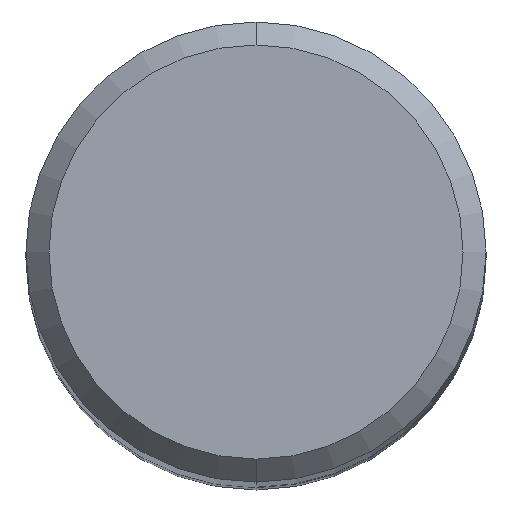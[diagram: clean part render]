
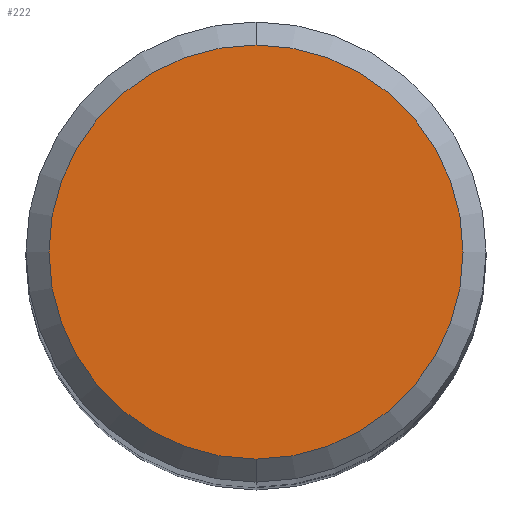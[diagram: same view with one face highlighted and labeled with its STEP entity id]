
A CAD part, top view. The second image highlights one B-rep face of the part: STEP entity #222.
In plain terms, the highlighted planar face has unit normal (0, 0, 1).
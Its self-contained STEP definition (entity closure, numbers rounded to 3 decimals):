
#176=VERTEX_POINT('',#469);
#222=ADVANCED_FACE('',(#519),#520,.T.);
#296=EDGE_CURVE('',#300,#176,#602,.T.);
#300=VERTEX_POINT('',#606);
#338=EDGE_CURVE('',#176,#300,#647,.T.);
#469=CARTESIAN_POINT('',(0.0,3.6,0.0));
#519=FACE_OUTER_BOUND('',#888,.T.);
#520=PLANE('',#889);
#602=CIRCLE('',#1064,3.6);
#606=CARTESIAN_POINT('',(0.,-3.6,0.0));
#647=CIRCLE('',#1204,3.6);
#888=EDGE_LOOP('',(#1465,#1466));
#889=AXIS2_PLACEMENT_3D('',#1467,#1468,#1469);
#1064=AXIS2_PLACEMENT_3D('',#1550,#1551,#1552);
#1204=AXIS2_PLACEMENT_3D('',#1601,#1602,#1603);
#1465=ORIENTED_EDGE('',*,*,#338,.F.);
#1466=ORIENTED_EDGE('',*,*,#296,.F.);
#1467=CARTESIAN_POINT('',(0.0,1.8,0.0));
#1468=DIRECTION('',(-0.0,0.0,1.0));
#1469=DIRECTION('',(0.0,-1.0,0.0));
#1550=CARTESIAN_POINT('',(0.0,0.0,0.0));
#1551=DIRECTION('',(0.0,0.0,-1.0));
#1552=DIRECTION('',(0.0,1.0,0.0));
#1601=CARTESIAN_POINT('',(0.0,0.0,0.0));
#1602=DIRECTION('',(0.0,0.0,-1.0));
#1603=DIRECTION('',(0.0,1.0,0.0));
